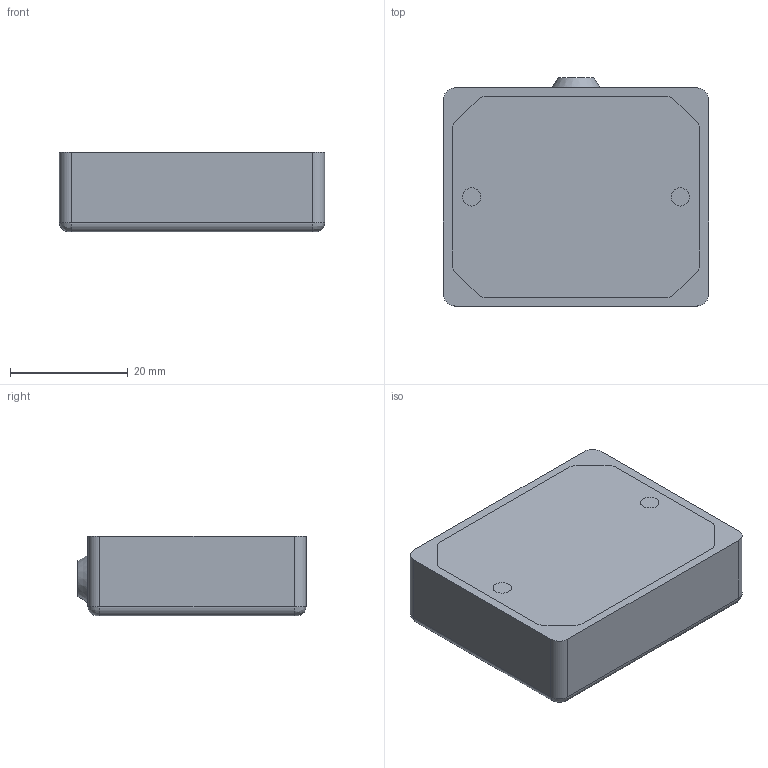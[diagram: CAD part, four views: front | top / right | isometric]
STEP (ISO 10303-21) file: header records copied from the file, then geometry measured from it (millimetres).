
FILE_DESCRIPTION( ('This file contains a STEP AP42 implementation' ,'as created by ZW3D STEP Interface translator.') ,'2;1' );
FILE_NAME( '眈儂_RGB眈儂赻旃.stp' ,'22 520.17 625', (''), ('ZWCAD Software Co.'), 'Version 1.0', 'ZW3D to STEP translator', '' );
FILE_SCHEMA(('AUTOMOTIVE_DESIGN { 1 0 10303 214 1 1 1 1 }'));
Length unit declared in the file: millimetre
Products named in the file (2): 0; 眈儂_RGB眈儂赻旃
Bounding box: 45 x 38.7 x 13.5 mm (x, y, z)
Surface area: 12002.5 mm2
Topology: 4 solids, 4 shells, 101 faces, 244 edges, 160 vertices
Faces by surface type: cylinder 50, plane 45, bspline 4, cone 2
Full cylindrical faces by diameter (mm): 2.5 x2, 3 x1, 3.1 x2, 5 x2, 6 x1
Entity records: 3205 total; most frequent: CARTESIAN_POINT 602, DIRECTION 540, ORIENTED_EDGE 488, EDGE_CURVE 244, AXIS2_PLACEMENT_3D 202, VERTEX_POINT 160, VECTOR 136, LINE 136
